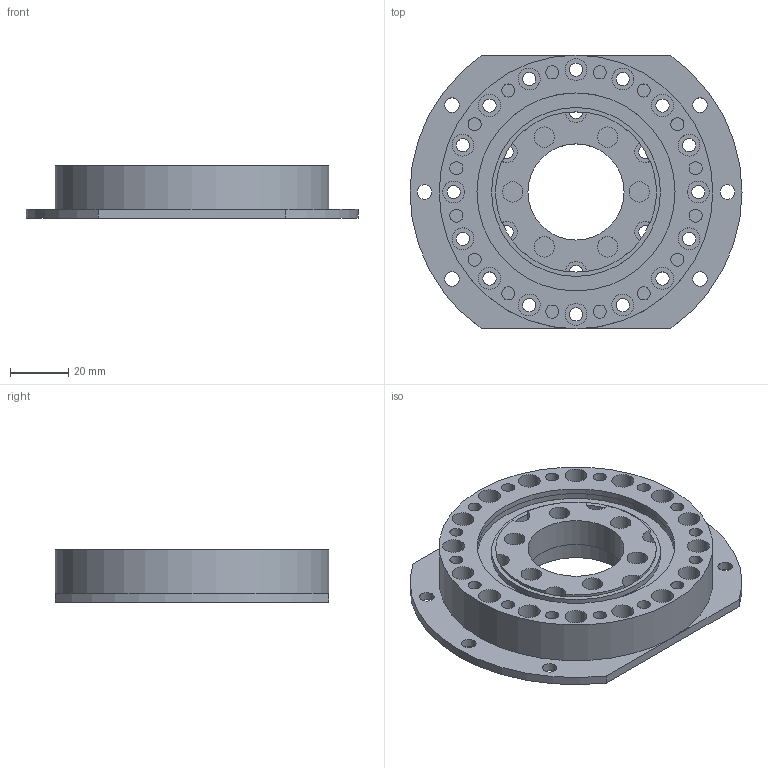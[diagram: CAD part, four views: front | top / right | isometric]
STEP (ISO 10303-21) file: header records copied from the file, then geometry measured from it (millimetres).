
FILE_DESCRIPTION(/* description */ (''),/* implementation_level */ '2;1');
FILE_NAME(/* name */ 'output_shaft_cover v26.step',/* time_stamp */ '2024-05-28T16:34:53+02:00',/* author */ (''),/* organization */ (''),/* preprocessor_version */ 'ST-DEVELOPER v20',/* originating_system */ 'Autodesk Translation Framework v13.14.0.145',/* authorisation */ '');
FILE_SCHEMA (('AUTOMOTIVE_DESIGN { 1 0 10303 214 3 1 1 }'));
Length unit declared in the file: millimetre
Products named in the file (3): output_shaft_cover; Bearing_72_55_9mm; output_shaft
Assembly tree (2 placements, depth 2):
  output_shaft_cover
    Bearing_72_55_9mm
    output_shaft
Bounding box: 114 x 94 x 18 mm (x, y, z)
Volume: 83517.3 mm3; surface area: 54308.4 mm2
Topology: 5 solids, 5 shells, 161 faces, 316 edges, 210 vertices
Faces by surface type: cylinder 96, plane 65
Full cylindrical faces by diameter (mm): 4.5 x38, 5 x6, 7 x6, 7.3 x6, 7.5 x16, 33 x1, 37.1 x1, 55 x1, 58 x4, 68 x6, 72 x1, 73 x1, 94 x1
Entity records: 4477 total; most frequent: DIRECTION 854, CARTESIAN_POINT 692, ORIENTED_EDGE 632, AXIS2_PLACEMENT_3D 372, EDGE_CURVE 316, EDGE_LOOP 272, VERTEX_POINT 210, CIRCLE 206
